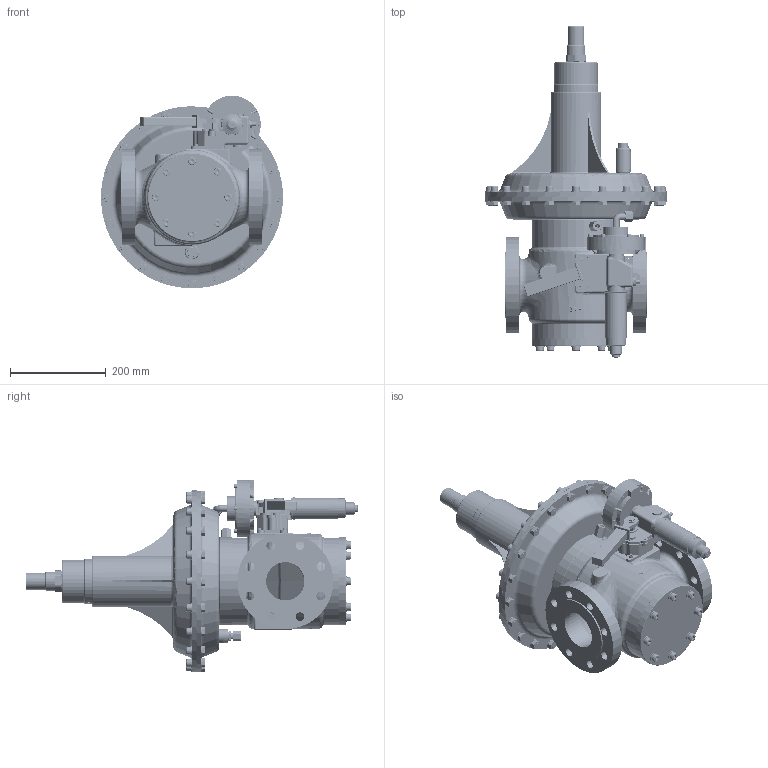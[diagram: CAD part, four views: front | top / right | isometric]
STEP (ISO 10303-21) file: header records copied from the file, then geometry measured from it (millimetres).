
FILE_DESCRIPTION (( 'STEP AP203' ), '1' );
FILE_NAME ('F80S.STEP', '2020-04-15T11:50:47', ( '' ), ( '' ), 'SwSTEP 2.0', 'SolidWorks 2017', '' );
FILE_SCHEMA (( 'CONFIG_CONTROL_DESIGN' ));
Length unit declared in the file: millimetre
Products named in the file (1): F80S
Bounding box: 380 x 692.84 x 402 mm (x, y, z)
Volume: 9015551.7 mm3; surface area: 2054922.4 mm2
Topology: 142 solids, 143 shells, 3667 faces, 8495 edges, 5300 vertices
Faces by surface type: cylinder 1422, plane 1118, cone 629, torus 271, bspline 197, sphere 30
Entity records: 122711 total; most frequent: CARTESIAN_POINT 39233, DIRECTION 17777, ORIENTED_EDGE 16932, EDGE_CURVE 8466, AXIS2_PLACEMENT_3D 7191, VERTEX_POINT 5299, EDGE_LOOP 4355, CIRCLE 3720
